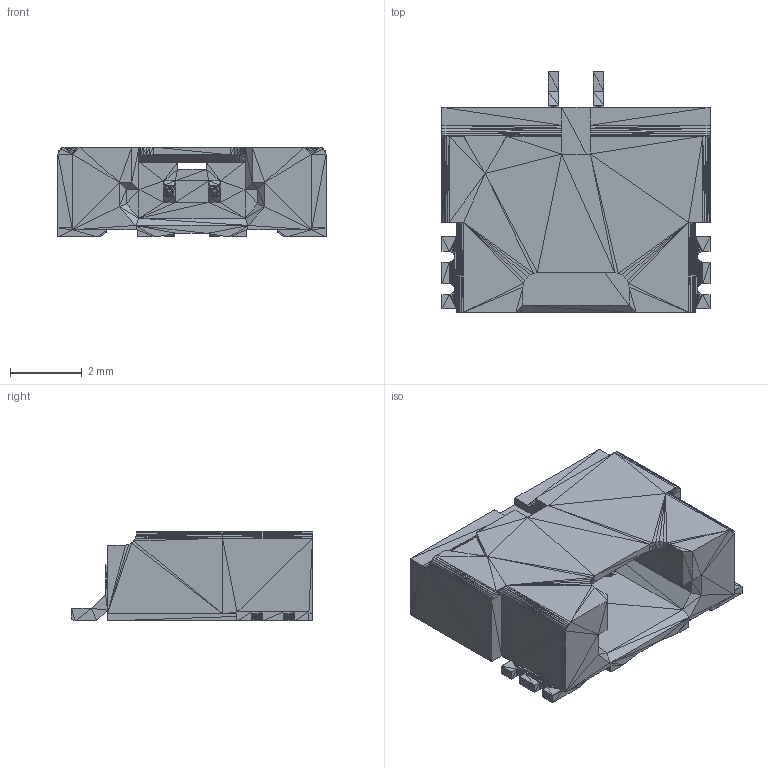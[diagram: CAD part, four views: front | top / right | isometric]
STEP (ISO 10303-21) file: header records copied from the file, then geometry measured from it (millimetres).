
FILE_DESCRIPTION(/* description */ (''),/* implementation_level */ '2;1');
FILE_NAME(/* name */ 'DF14A-2P-1.25H v1.step',/* time_stamp */ '2018-08-03T00:57:53-04:00',/* author */ ('vogel.sohei'),/* organization */ (''),/* preprocessor_version */ 'ST-DEVELOPER v17',/* originating_system */ 'Autodesk Translation Framework v7.1.0.215',/* authorisation */ '');
FILE_SCHEMA (('AUTOMOTIVE_DESIGN { 1 0 10303 214 3 1 1 }'));
Length unit declared in the file: millimetre
Products named in the file (1): DF14A-2P-1.25H
Bounding box: 7.45 x 6.7 x 2.5 mm (x, y, z)
Volume: 65.5 mm3; surface area: 220.9 mm2
Topology: 1 solids, 1 shells, 1248 faces, 1872 edges, 620 vertices
Faces by surface type: plane 1248
Entity records: 24376 total; most frequent: DIRECTION 4370, ORIENTED_EDGE 3744, CARTESIAN_POINT 3741, LINE 1872, VECTOR 1872, EDGE_CURVE 1872, AXIS2_PLACEMENT_3D 1249, FACE_OUTER_BOUND 1248
